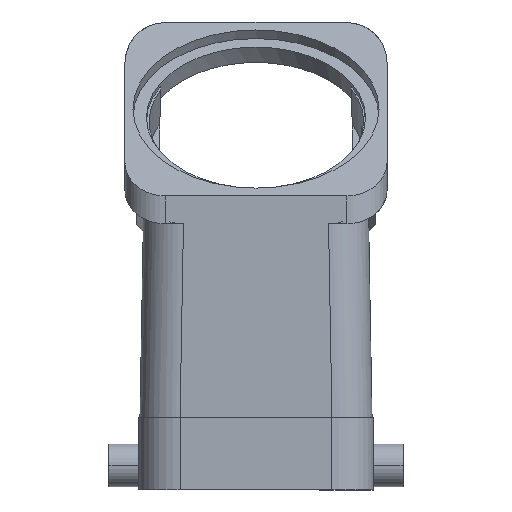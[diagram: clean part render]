
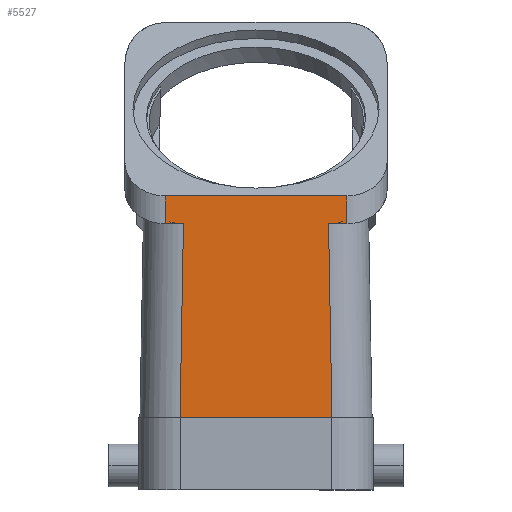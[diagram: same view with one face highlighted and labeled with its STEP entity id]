
A CAD part, front view. The second image highlights one B-rep face of the part: STEP entity #5527.
In plain terms, the highlighted face is planar.
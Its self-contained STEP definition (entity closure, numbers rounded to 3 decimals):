
#669=VERTEX_POINT('',#8943);
#670=VERTEX_POINT('',#8945);
#678=VERTEX_POINT('',#8974);
#679=VERTEX_POINT('',#8987);
#680=VERTEX_POINT('',#8989);
#681=VERTEX_POINT('',#8991);
#682=VERTEX_POINT('',#8993);
#683=VERTEX_POINT('',#8995);
#1204=VECTOR('',#6623,1.);
#1213=VECTOR('',#6635,1.);
#1214=VECTOR('',#6637,1.);
#1215=VECTOR('',#6638,1.);
#1216=VECTOR('',#6639,1.);
#1217=VECTOR('',#6640,1.);
#1218=VECTOR('',#6641,1.);
#1219=VECTOR('',#6642,1.);
#1827=LINE('',#8944,#1204);
#1836=LINE('',#8973,#1213);
#1837=LINE('',#8986,#1214);
#1838=LINE('',#8988,#1215);
#1839=LINE('',#8990,#1216);
#1840=LINE('',#8992,#1217);
#1841=LINE('',#8994,#1218);
#1842=LINE('',#8996,#1219);
#2554=EDGE_CURVE('',#670,#669,#1827,.T.);
#2564=EDGE_CURVE('',#678,#670,#1836,.T.);
#2566=EDGE_CURVE('',#669,#679,#1837,.T.);
#2567=EDGE_CURVE('',#679,#680,#1838,.T.);
#2568=EDGE_CURVE('',#681,#680,#1839,.T.);
#2569=EDGE_CURVE('',#681,#682,#1840,.T.);
#2570=EDGE_CURVE('',#683,#682,#1841,.T.);
#2571=EDGE_CURVE('',#678,#683,#1842,.T.);
#3555=ORIENTED_EDGE('',*,*,#2554,.T.);
#3556=ORIENTED_EDGE('',*,*,#2566,.T.);
#3557=ORIENTED_EDGE('',*,*,#2567,.T.);
#3558=ORIENTED_EDGE('',*,*,#2568,.F.);
#3559=ORIENTED_EDGE('',*,*,#2569,.T.);
#3560=ORIENTED_EDGE('',*,*,#2570,.F.);
#3561=ORIENTED_EDGE('',*,*,#2571,.F.);
#3562=ORIENTED_EDGE('',*,*,#2564,.T.);
#4896=EDGE_LOOP('',(#3555,#3556,#3557,#3558,#3559,#3560,#3561,#3562));
#5217=FACE_BOUND('',#4896,.T.);
#5527=ADVANCED_FACE('',(#5217),#10671,.T.);
#5885=AXIS2_PLACEMENT_3D('',#8985,#6636,$);
#6623=DIRECTION('',(0.,-1.,0.));
#6635=DIRECTION('',(0.,0.,-1.));
#6636=DIRECTION('',(-1.,0.,0.));
#6637=DIRECTION('',(0.,0.017,-1.));
#6638=DIRECTION('',(0.,-1.,0.));
#6639=DIRECTION('',(0.,-0.017,-1.));
#6640=DIRECTION('',(0.,-1.,0.));
#6641=DIRECTION('',(0.,0.,-1.));
#6642=DIRECTION('',(0.,-1.,0.));
#8943=CARTESIAN_POINT('',(4.921,26.017,134.478));
#8944=CARTESIAN_POINT('',(4.921,29.452,134.478));
#8945=CARTESIAN_POINT('',(4.921,29.452,134.478));
#8973=CARTESIAN_POINT('',(4.921,29.452,139.7));
#8974=CARTESIAN_POINT('',(4.921,29.452,139.7));
#8985=CARTESIAN_POINT('',(4.921,36.952,133.4));
#8986=CARTESIAN_POINT('',(4.921,26.017,134.478));
#8987=CARTESIAN_POINT('',(4.921,26.651,98.2));
#8988=CARTESIAN_POINT('',(4.921,26.651,98.2));
#8989=CARTESIAN_POINT('',(4.921,-1.747,98.2));
#8990=CARTESIAN_POINT('',(4.921,-1.114,134.478));
#8991=CARTESIAN_POINT('',(4.921,-1.114,134.478));
#8992=CARTESIAN_POINT('',(4.921,-1.114,134.478));
#8993=CARTESIAN_POINT('',(4.921,-4.548,134.478));
#8994=CARTESIAN_POINT('',(4.921,-4.548,139.7));
#8995=CARTESIAN_POINT('',(4.921,-4.548,139.7));
#8996=CARTESIAN_POINT('',(4.921,29.452,139.7));
#10671=PLANE('',#5885);
